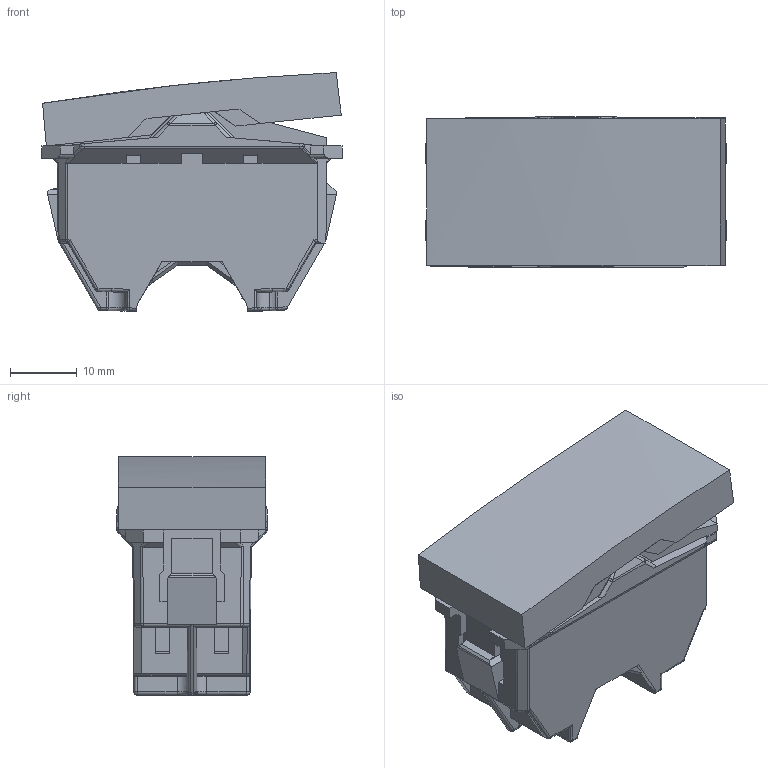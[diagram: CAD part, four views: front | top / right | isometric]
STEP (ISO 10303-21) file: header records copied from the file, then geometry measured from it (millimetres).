
FILE_DESCRIPTION (( 'STEP AP214' ), '1' );
FILE_NAME ('6120960.STEP', '2025-01-20T10:10:34', ( '' ), ( '' ), 'SwSTEP 2.0', 'SolidWorks 2024', '' );
FILE_SCHEMA (( 'AUTOMOTIVE_DESIGN' ));
Length unit declared in the file: millimetre
Products named in the file (1): 6120960
Bounding box: 44.8 x 22.4 x 35.67 mm (x, y, z)
Volume: 22638.2 mm3; surface area: 8446.8 mm2
Topology: 2 solids, 10 shells, 641 faces, 1845 edges, 1220 vertices
Faces by surface type: plane 395, cylinder 148, bspline 64, cone 25, sphere 8, torus 1
Entity records: 23548 total; most frequent: CARTESIAN_POINT 8087, ORIENTED_EDGE 3680, DIRECTION 2515, EDGE_CURVE 1840, VERTEX_POINT 1220, VECTOR 1145, LINE 1145, AXIS2_PLACEMENT_3D 685
